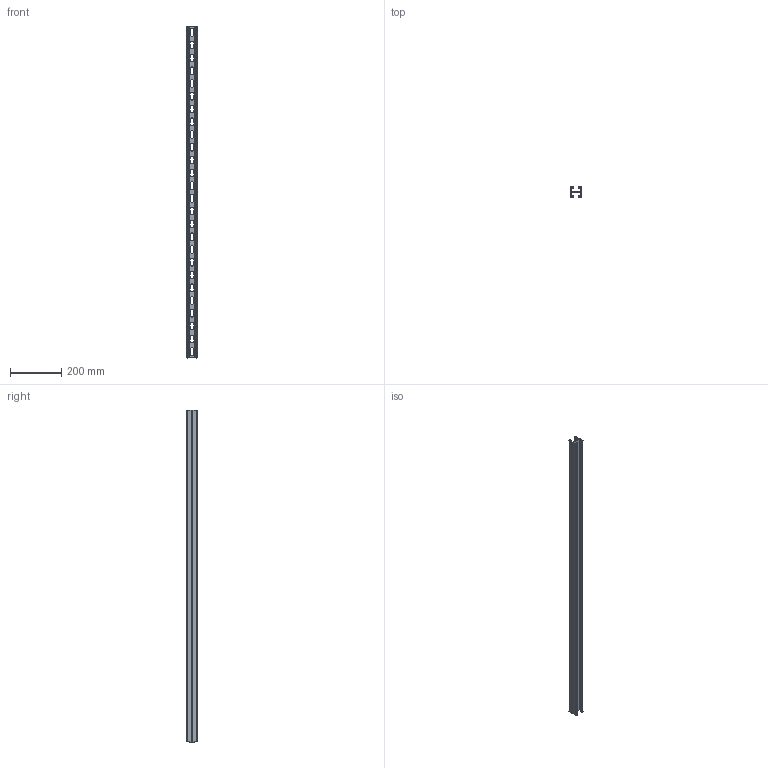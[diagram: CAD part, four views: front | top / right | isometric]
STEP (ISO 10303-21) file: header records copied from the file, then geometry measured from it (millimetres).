
FILE_DESCRIPTION (( 'STEP AP203' ), '1' );
FILE_NAME ('Äâîéíîé STRUT-ïðîôèëü_h21-L1300.step', '2022-01-25T10:00:16', ( '' ), ( '' ), 'SwSTEP 2.0', 'SolidWorks 2017', '' );
FILE_SCHEMA (( 'CONFIG_CONTROL_DESIGN' ));
Length unit declared in the file: millimetre
Products named in the file (2): STRUT-镳铘桦黖h21-1300; Äâîéíîé STRUT-ïðîôèëü_h21-L1300
Assembly tree (2 placements, depth 2):
  Äâîéíîé STRUT-ïðîôèëü_h21-L1300
    STRUT-镳铘桦黖h21-1300  x2
Bounding box: 41 x 42 x 1300 mm (x, y, z)
Volume: 473086.1 mm3; surface area: 502698.3 mm2
Topology: 2 solids, 2 shells, 3456 faces, 10356 edges, 6904 vertices
Faces by surface type: plane 3340, cylinder 116
Entity records: 57430 total; most frequent: CARTESIAN_POINT 10363, ORIENTED_EDGE 10356, DIRECTION 8760, EDGE_CURVE 5178, VECTOR 5062, LINE 5062, VERTEX_POINT 3452, AXIS2_PLACEMENT_3D 1849
